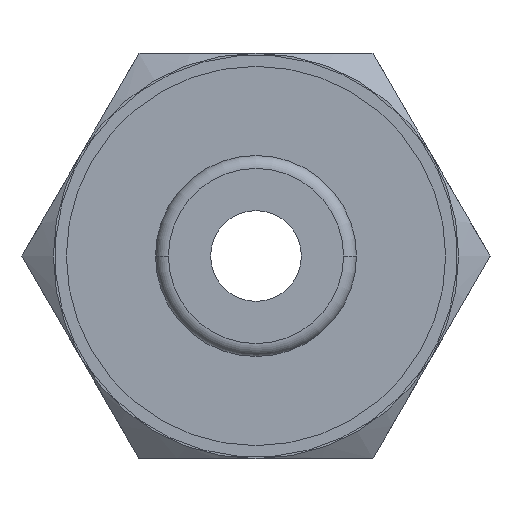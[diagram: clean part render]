
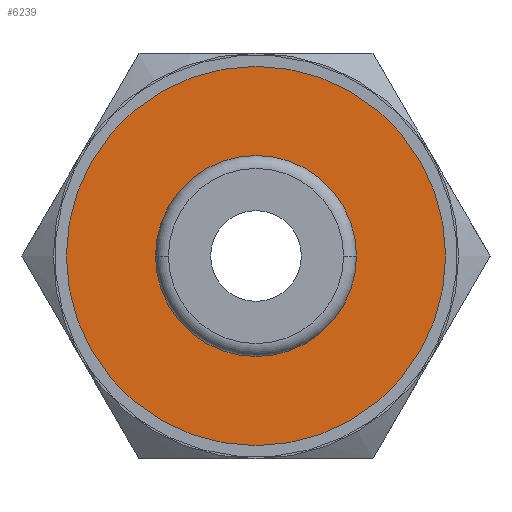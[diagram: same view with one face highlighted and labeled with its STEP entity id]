
A CAD part, front view. The second image highlights one B-rep face of the part: STEP entity #6239.
In plain terms, the highlighted planar face has unit normal (0, -1, 0).
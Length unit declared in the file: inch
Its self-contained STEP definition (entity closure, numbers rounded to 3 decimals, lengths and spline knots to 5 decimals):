
#3149 = DIRECTION ( 'NONE',  ( 1., 0., 0. ) ) ;
#3150 = DIRECTION ( 'NONE',  ( 0., -1., 0. ) ) ;
#3151 = AXIS2_PLACEMENT_3D ( 'NONE', #3153, #3150, #3149 ) ;
#3153 = CARTESIAN_POINT ( 'NONE',  ( -0.2925, 0., 0. ) ) ;
#3154 = PLANE ( 'NONE',  #3151 ) ;
#3155 = FACE_OUTER_BOUND ( 'NONE', #6278, .T. ) ;
#3156 = FACE_BOUND ( 'NONE', #6452, .T. ) ;
#3157 = DIRECTION ( 'NONE',  ( -1., 0., 0. ) ) ;
#3158 = DIRECTION ( 'NONE',  ( 0., 1., 0. ) ) ;
#3159 = CARTESIAN_POINT ( 'NONE',  ( 0., 0., 0. ) ) ;
#3160 = AXIS2_PLACEMENT_3D ( 'NONE', #3159, #3158, #3157 ) ;
#3161 = CIRCLE ( 'NONE', #3160, 0.2925 ) ;
#3384 = CARTESIAN_POINT ( 'NONE',  ( -0.155, 0., 0. ) ) ;
#3591 = DIRECTION ( 'NONE',  ( -1., 0., 0. ) ) ;
#3592 = DIRECTION ( 'NONE',  ( 0., 1., 0. ) ) ;
#3593 = CARTESIAN_POINT ( 'NONE',  ( 0., 0., 0. ) ) ;
#3594 = AXIS2_PLACEMENT_3D ( 'NONE', #3593, #3592, #3591 ) ;
#3595 = CIRCLE ( 'NONE', #3594, 0.155 ) ;
#3596 = CARTESIAN_POINT ( 'NONE',  ( 0.155, 0., 0. ) ) ;
#3777 = DIRECTION ( 'NONE',  ( -1., 0., 0. ) ) ;
#3778 = DIRECTION ( 'NONE',  ( 0., 1., 0. ) ) ;
#3779 = CARTESIAN_POINT ( 'NONE',  ( 0., 0., 0. ) ) ;
#3780 = AXIS2_PLACEMENT_3D ( 'NONE', #3779, #3778, #3777 ) ;
#3781 = CIRCLE ( 'NONE', #3780, 0.2925 ) ;
#3867 = CARTESIAN_POINT ( 'NONE',  ( 0.2925, 0., 0. ) ) ;
#3868 = CARTESIAN_POINT ( 'NONE',  ( -0.2925, 0., 0. ) ) ;
#3874 = CIRCLE ( 'NONE', #3880, 0.155 ) ;
#3880 = AXIS2_PLACEMENT_3D ( 'NONE', #3894, #3895, #3907 ) ;
#3894 = CARTESIAN_POINT ( 'NONE',  ( 0., 0., 0. ) ) ;
#3895 = DIRECTION ( 'NONE',  ( 0., 1., 0. ) ) ;
#3907 = DIRECTION ( 'NONE',  ( -1., 0., 0. ) ) ;
#6238 = EDGE_CURVE ( 'NONE', #6501, #6502, #3161, .T. ) ;
#6239 = ADVANCED_FACE ( 'NONE', ( #3156, #3155 ), #3154, .T. ) ;
#6277 = VERTEX_POINT ( 'NONE', #3384 ) ;
#6278 = EDGE_LOOP ( 'NONE', ( #6491, #6492 ) ) ;
#6367 = VERTEX_POINT ( 'NONE', #3596 ) ;
#6369 = EDGE_CURVE ( 'NONE', #6277, #6367, #3595, .T. ) ;
#6452 = EDGE_LOOP ( 'NONE', ( #6453, #6454 ) ) ;
#6453 = ORIENTED_EDGE ( 'NONE', *, *, #6369, .T. ) ;
#6454 = ORIENTED_EDGE ( 'NONE', *, *, #6490, .T. ) ;
#6490 = EDGE_CURVE ( 'NONE', #6367, #6277, #3874, .T. ) ;
#6491 = ORIENTED_EDGE ( 'NONE', *, *, #6238, .F. ) ;
#6492 = ORIENTED_EDGE ( 'NONE', *, *, #6517, .F. ) ;
#6501 = VERTEX_POINT ( 'NONE', #3868 ) ;
#6502 = VERTEX_POINT ( 'NONE', #3867 ) ;
#6517 = EDGE_CURVE ( 'NONE', #6502, #6501, #3781, .T. ) ;
